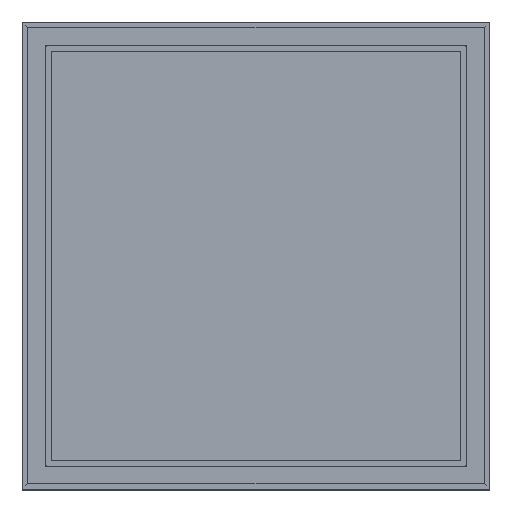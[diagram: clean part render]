
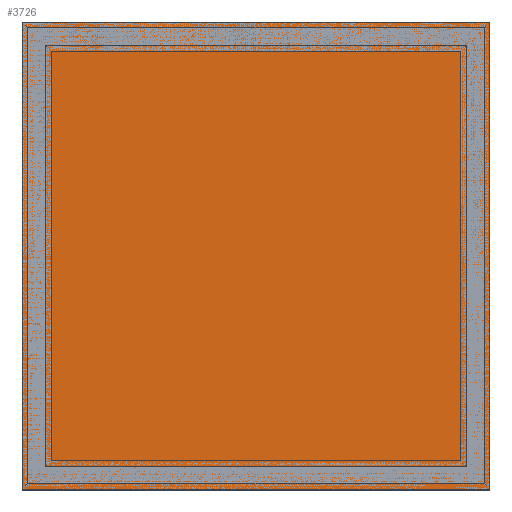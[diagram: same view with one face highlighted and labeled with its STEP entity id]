
A CAD part, top view. The second image highlights one B-rep face of the part: STEP entity #3726.
In plain terms, the highlighted planar face has unit normal (0, 0, 1).
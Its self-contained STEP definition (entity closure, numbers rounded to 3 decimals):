
#3412 = VERTEX_POINT('',#3413);
#3413 = CARTESIAN_POINT('',(-20.,-20.,10.));
#3420 = PLANE('',#3421);
#3421 = AXIS2_PLACEMENT_3D('',#3422,#3423,#3424);
#3422 = CARTESIAN_POINT('',(-20.,-20.,0.));
#3423 = DIRECTION('',(-1.,0.,0.));
#3424 = DIRECTION('',(0.,1.,0.));
#3432 = PLANE('',#3433);
#3433 = AXIS2_PLACEMENT_3D('',#3434,#3435,#3436);
#3434 = CARTESIAN_POINT('',(20.,-20.,0.));
#3435 = DIRECTION('',(0.,-1.,0.));
#3436 = DIRECTION('',(-1.,0.,0.));
#3444 = EDGE_CURVE('',#3412,#3445,#3447,.T.);
#3445 = VERTEX_POINT('',#3446);
#3446 = CARTESIAN_POINT('',(-20.,20.,10.));
#3447 = SURFACE_CURVE('',#3448,(#3452,#3459),.PCURVE_S1.);
#3448 = LINE('',#3449,#3450);
#3449 = CARTESIAN_POINT('',(-20.,-20.,10.));
#3450 = VECTOR('',#3451,1.);
#3451 = DIRECTION('',(0.,1.,0.));
#3452 = PCURVE('',#3420,#3453);
#3453 = DEFINITIONAL_REPRESENTATION('',(#3454),#3458);
#3454 = LINE('',#3455,#3456);
#3455 = CARTESIAN_POINT('',(0.,-10.));
#3456 = VECTOR('',#3457,1.);
#3457 = DIRECTION('',(1.,0.));
#3458 = ( GEOMETRIC_REPRESENTATION_CONTEXT(2) 
PARAMETRIC_REPRESENTATION_CONTEXT() REPRESENTATION_CONTEXT('2D SPACE',''
  ) );
#3459 = PCURVE('',#3460,#3465);
#3460 = PLANE('',#3461);
#3461 = AXIS2_PLACEMENT_3D('',#3462,#3463,#3464);
#3462 = CARTESIAN_POINT('',(0.,0.,10.));
#3463 = DIRECTION('',(0.,0.,1.));
#3464 = DIRECTION('',(1.,0.,0.));
#3465 = DEFINITIONAL_REPRESENTATION('',(#3466),#3470);
#3466 = LINE('',#3467,#3468);
#3467 = CARTESIAN_POINT('',(-20.,-20.));
#3468 = VECTOR('',#3469,1.);
#3469 = DIRECTION('',(0.,1.));
#3470 = ( GEOMETRIC_REPRESENTATION_CONTEXT(2) 
PARAMETRIC_REPRESENTATION_CONTEXT() REPRESENTATION_CONTEXT('2D SPACE',''
  ) );
#3488 = PLANE('',#3489);
#3489 = AXIS2_PLACEMENT_3D('',#3490,#3491,#3492);
#3490 = CARTESIAN_POINT('',(-20.,20.,0.));
#3491 = DIRECTION('',(0.,1.,0.));
#3492 = DIRECTION('',(1.,0.,0.));
#3530 = EDGE_CURVE('',#3445,#3531,#3533,.T.);
#3531 = VERTEX_POINT('',#3532);
#3532 = CARTESIAN_POINT('',(20.,20.,10.));
#3533 = SURFACE_CURVE('',#3534,(#3538,#3545),.PCURVE_S1.);
#3534 = LINE('',#3535,#3536);
#3535 = CARTESIAN_POINT('',(-20.,20.,10.));
#3536 = VECTOR('',#3537,1.);
#3537 = DIRECTION('',(1.,0.,0.));
#3538 = PCURVE('',#3488,#3539);
#3539 = DEFINITIONAL_REPRESENTATION('',(#3540),#3544);
#3540 = LINE('',#3541,#3542);
#3541 = CARTESIAN_POINT('',(0.,-10.));
#3542 = VECTOR('',#3543,1.);
#3543 = DIRECTION('',(1.,0.));
#3544 = ( GEOMETRIC_REPRESENTATION_CONTEXT(2) 
PARAMETRIC_REPRESENTATION_CONTEXT() REPRESENTATION_CONTEXT('2D SPACE',''
  ) );
#3545 = PCURVE('',#3460,#3546);
#3546 = DEFINITIONAL_REPRESENTATION('',(#3547),#3551);
#3547 = LINE('',#3548,#3549);
#3548 = CARTESIAN_POINT('',(-20.,20.));
#3549 = VECTOR('',#3550,1.);
#3550 = DIRECTION('',(1.,0.));
#3551 = ( GEOMETRIC_REPRESENTATION_CONTEXT(2) 
PARAMETRIC_REPRESENTATION_CONTEXT() REPRESENTATION_CONTEXT('2D SPACE',''
  ) );
#3569 = PLANE('',#3570);
#3570 = AXIS2_PLACEMENT_3D('',#3571,#3572,#3573);
#3571 = CARTESIAN_POINT('',(20.,20.,0.));
#3572 = DIRECTION('',(1.,0.,-0.));
#3573 = DIRECTION('',(0.,-1.,0.));
#3606 = EDGE_CURVE('',#3531,#3607,#3609,.T.);
#3607 = VERTEX_POINT('',#3608);
#3608 = CARTESIAN_POINT('',(20.,-20.,10.));
#3609 = SURFACE_CURVE('',#3610,(#3614,#3621),.PCURVE_S1.);
#3610 = LINE('',#3611,#3612);
#3611 = CARTESIAN_POINT('',(20.,20.,10.));
#3612 = VECTOR('',#3613,1.);
#3613 = DIRECTION('',(0.,-1.,0.));
#3614 = PCURVE('',#3569,#3615);
#3615 = DEFINITIONAL_REPRESENTATION('',(#3616),#3620);
#3616 = LINE('',#3617,#3618);
#3617 = CARTESIAN_POINT('',(0.,-10.));
#3618 = VECTOR('',#3619,1.);
#3619 = DIRECTION('',(1.,0.));
#3620 = ( GEOMETRIC_REPRESENTATION_CONTEXT(2) 
PARAMETRIC_REPRESENTATION_CONTEXT() REPRESENTATION_CONTEXT('2D SPACE',''
  ) );
#3621 = PCURVE('',#3460,#3622);
#3622 = DEFINITIONAL_REPRESENTATION('',(#3623),#3627);
#3623 = LINE('',#3624,#3625);
#3624 = CARTESIAN_POINT('',(20.,20.));
#3625 = VECTOR('',#3626,1.);
#3626 = DIRECTION('',(0.,-1.));
#3627 = ( GEOMETRIC_REPRESENTATION_CONTEXT(2) 
PARAMETRIC_REPRESENTATION_CONTEXT() REPRESENTATION_CONTEXT('2D SPACE',''
  ) );
#3677 = EDGE_CURVE('',#3607,#3412,#3678,.T.);
#3678 = SURFACE_CURVE('',#3679,(#3683,#3690),.PCURVE_S1.);
#3679 = LINE('',#3680,#3681);
#3680 = CARTESIAN_POINT('',(20.,-20.,10.));
#3681 = VECTOR('',#3682,1.);
#3682 = DIRECTION('',(-1.,0.,0.));
#3683 = PCURVE('',#3432,#3684);
#3684 = DEFINITIONAL_REPRESENTATION('',(#3685),#3689);
#3685 = LINE('',#3686,#3687);
#3686 = CARTESIAN_POINT('',(0.,-10.));
#3687 = VECTOR('',#3688,1.);
#3688 = DIRECTION('',(1.,0.));
#3689 = ( GEOMETRIC_REPRESENTATION_CONTEXT(2) 
PARAMETRIC_REPRESENTATION_CONTEXT() REPRESENTATION_CONTEXT('2D SPACE',''
  ) );
#3690 = PCURVE('',#3460,#3691);
#3691 = DEFINITIONAL_REPRESENTATION('',(#3692),#3696);
#3692 = LINE('',#3693,#3694);
#3693 = CARTESIAN_POINT('',(20.,-20.));
#3694 = VECTOR('',#3695,1.);
#3695 = DIRECTION('',(-1.,0.));
#3696 = ( GEOMETRIC_REPRESENTATION_CONTEXT(2) 
PARAMETRIC_REPRESENTATION_CONTEXT() REPRESENTATION_CONTEXT('2D SPACE',''
  ) );
#3726 = ADVANCED_FACE('',(#3727),#3460,.T.);
#3727 = FACE_BOUND('',#3728,.F.);
#3728 = EDGE_LOOP('',(#3729,#3730,#3731,#3732));
#3729 = ORIENTED_EDGE('',*,*,#3444,.T.);
#3730 = ORIENTED_EDGE('',*,*,#3530,.T.);
#3731 = ORIENTED_EDGE('',*,*,#3606,.T.);
#3732 = ORIENTED_EDGE('',*,*,#3677,.T.);
